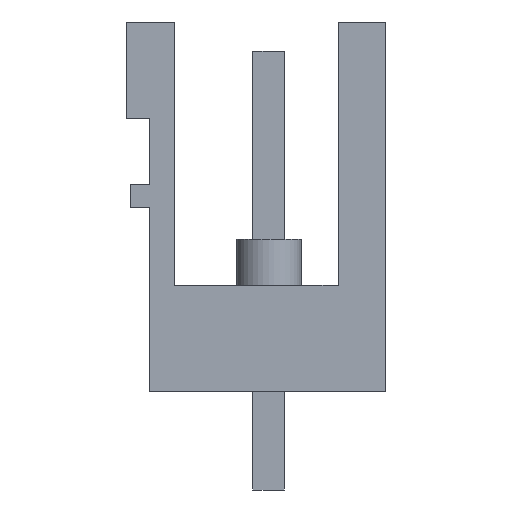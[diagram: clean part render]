
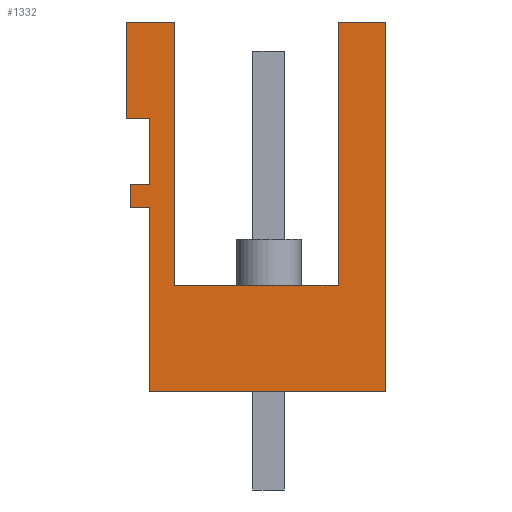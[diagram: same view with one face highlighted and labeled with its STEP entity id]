
A CAD part, left-side view. The second image highlights one B-rep face of the part: STEP entity #1332.
In plain terms, the highlighted planar face has unit normal (-1, 0, 0).
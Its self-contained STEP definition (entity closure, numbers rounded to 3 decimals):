
#1232=AXIS2_PLACEMENT_3D('Plane Axis2P3D',#1229,#1230,#1231) ;
#375=CARTESIAN_POINT('Vertex',(0.,7.68,3.2)) ;
#378=CARTESIAN_POINT('Line Origine',(0.,7.68,6.19)) ;
#382=CARTESIAN_POINT('Vertex',(0.,7.68,9.181)) ;
#1214=CARTESIAN_POINT('Vertex',(0.,0.,3.2)) ;
#1217=CARTESIAN_POINT('Line Origine',(0.,3.84,3.2)) ;
#1229=CARTESIAN_POINT('Axis2P3D Location',(0.,8.43,1.7)) ;
#1234=CARTESIAN_POINT('Line Origine',(0.,0.,9.2)) ;
#1238=CARTESIAN_POINT('Vertex',(0.,0.,15.2)) ;
#1241=CARTESIAN_POINT('Line Origine',(0.,0.775,15.2)) ;
#1245=CARTESIAN_POINT('Vertex',(0.,1.55,15.2)) ;
#1248=CARTESIAN_POINT('Line Origine',(0.,1.55,10.925)) ;
#1252=CARTESIAN_POINT('Vertex',(0.,1.55,6.65)) ;
#1255=CARTESIAN_POINT('Line Origine',(0.,4.207,6.65)) ;
#1259=CARTESIAN_POINT('Vertex',(0.,6.863,6.65)) ;
#1262=CARTESIAN_POINT('Line Origine',(0.,6.863,10.925)) ;
#1266=CARTESIAN_POINT('Vertex',(0.,6.863,15.2)) ;
#1269=CARTESIAN_POINT('Line Origine',(0.,7.647,15.2)) ;
#1273=CARTESIAN_POINT('Vertex',(0.,8.43,15.2)) ;
#1276=CARTESIAN_POINT('Line Origine',(0.,8.43,13.64)) ;
#1280=CARTESIAN_POINT('Vertex',(0.,8.43,12.08)) ;
#1283=CARTESIAN_POINT('Line Origine',(0.,8.055,12.08)) ;
#1287=CARTESIAN_POINT('Vertex',(0.,7.68,12.08)) ;
#1290=CARTESIAN_POINT('Line Origine',(0.,7.68,11.005)) ;
#1294=CARTESIAN_POINT('Vertex',(0.,7.68,9.93)) ;
#1297=CARTESIAN_POINT('Line Origine',(0.,7.99,9.93)) ;
#1301=CARTESIAN_POINT('Vertex',(0.,8.3,9.93)) ;
#1304=CARTESIAN_POINT('Line Origine',(0.,8.3,9.555)) ;
#1308=CARTESIAN_POINT('Vertex',(0.,8.3,9.181)) ;
#1311=CARTESIAN_POINT('Line Origine',(0.,7.99,9.181)) ;
#379=DIRECTION('Vector Direction',(0.,0.,-1.)) ;
#1218=DIRECTION('Vector Direction',(0.,-1.,0.)) ;
#1230=DIRECTION('Axis2P3D Direction',(-1.,0.,0.)) ;
#1231=DIRECTION('Axis2P3D XDirection',(0.,1.,0.)) ;
#1235=DIRECTION('Vector Direction',(0.,0.,1.)) ;
#1242=DIRECTION('Vector Direction',(0.,1.,0.)) ;
#1249=DIRECTION('Vector Direction',(0.,0.,-1.)) ;
#1256=DIRECTION('Vector Direction',(0.,1.,0.)) ;
#1263=DIRECTION('Vector Direction',(0.,0.,1.)) ;
#1270=DIRECTION('Vector Direction',(0.,1.,0.)) ;
#1277=DIRECTION('Vector Direction',(0.,0.,-1.)) ;
#1284=DIRECTION('Vector Direction',(0.,-1.,0.)) ;
#1291=DIRECTION('Vector Direction',(0.,0.,-1.)) ;
#1298=DIRECTION('Vector Direction',(0.,1.,0.)) ;
#1305=DIRECTION('Vector Direction',(0.,0.,-1.)) ;
#1312=DIRECTION('Vector Direction',(0.,-1.,0.)) ;
#380=VECTOR('Line Direction',#379,1.) ;
#1219=VECTOR('Line Direction',#1218,1.) ;
#1236=VECTOR('Line Direction',#1235,1.) ;
#1243=VECTOR('Line Direction',#1242,1.) ;
#1250=VECTOR('Line Direction',#1249,1.) ;
#1257=VECTOR('Line Direction',#1256,1.) ;
#1264=VECTOR('Line Direction',#1263,1.) ;
#1271=VECTOR('Line Direction',#1270,1.) ;
#1278=VECTOR('Line Direction',#1277,1.) ;
#1285=VECTOR('Line Direction',#1284,1.) ;
#1292=VECTOR('Line Direction',#1291,1.) ;
#1299=VECTOR('Line Direction',#1298,1.) ;
#1306=VECTOR('Line Direction',#1305,1.) ;
#1313=VECTOR('Line Direction',#1312,1.) ;
#1317=ORIENTED_EDGE('',*,*,#1240,.T.) ;
#1318=ORIENTED_EDGE('',*,*,#1247,.T.) ;
#1319=ORIENTED_EDGE('',*,*,#1254,.T.) ;
#1320=ORIENTED_EDGE('',*,*,#1261,.T.) ;
#1321=ORIENTED_EDGE('',*,*,#1268,.T.) ;
#1322=ORIENTED_EDGE('',*,*,#1275,.T.) ;
#1323=ORIENTED_EDGE('',*,*,#1282,.T.) ;
#1324=ORIENTED_EDGE('',*,*,#1289,.T.) ;
#1325=ORIENTED_EDGE('',*,*,#1296,.T.) ;
#1326=ORIENTED_EDGE('',*,*,#1303,.T.) ;
#1327=ORIENTED_EDGE('',*,*,#1310,.T.) ;
#1328=ORIENTED_EDGE('',*,*,#1315,.T.) ;
#1329=ORIENTED_EDGE('',*,*,#384,.T.) ;
#1330=ORIENTED_EDGE('',*,*,#1221,.T.) ;
#1332=ADVANCED_FACE('HOUSING',(#1331),#1233,.T.) ;
#384=EDGE_CURVE('',#383,#376,#381,.T.) ;
#1221=EDGE_CURVE('',#376,#1215,#1220,.T.) ;
#1240=EDGE_CURVE('',#1215,#1239,#1237,.T.) ;
#1247=EDGE_CURVE('',#1239,#1246,#1244,.T.) ;
#1254=EDGE_CURVE('',#1246,#1253,#1251,.T.) ;
#1261=EDGE_CURVE('',#1253,#1260,#1258,.T.) ;
#1268=EDGE_CURVE('',#1260,#1267,#1265,.T.) ;
#1275=EDGE_CURVE('',#1267,#1274,#1272,.T.) ;
#1282=EDGE_CURVE('',#1274,#1281,#1279,.T.) ;
#1289=EDGE_CURVE('',#1281,#1288,#1286,.T.) ;
#1296=EDGE_CURVE('',#1288,#1295,#1293,.T.) ;
#1303=EDGE_CURVE('',#1295,#1302,#1300,.T.) ;
#1310=EDGE_CURVE('',#1302,#1309,#1307,.T.) ;
#1315=EDGE_CURVE('',#1309,#383,#1314,.T.) ;
#1316=EDGE_LOOP('',(#1317,#1318,#1319,#1320,#1321,#1322,#1323,#1324,#1325,#1326,#1327,#1328,#1329,#1330)) ;
#1331=FACE_OUTER_BOUND('',#1316,.T.) ;
#381=LINE('Line',#378,#380) ;
#1220=LINE('Line',#1217,#1219) ;
#1237=LINE('Line',#1234,#1236) ;
#1244=LINE('Line',#1241,#1243) ;
#1251=LINE('Line',#1248,#1250) ;
#1258=LINE('Line',#1255,#1257) ;
#1265=LINE('Line',#1262,#1264) ;
#1272=LINE('Line',#1269,#1271) ;
#1279=LINE('Line',#1276,#1278) ;
#1286=LINE('Line',#1283,#1285) ;
#1293=LINE('Line',#1290,#1292) ;
#1300=LINE('Line',#1297,#1299) ;
#1307=LINE('Line',#1304,#1306) ;
#1314=LINE('Line',#1311,#1313) ;
#1233=PLANE('',#1232) ;
#376=VERTEX_POINT('',#375) ;
#383=VERTEX_POINT('',#382) ;
#1215=VERTEX_POINT('',#1214) ;
#1239=VERTEX_POINT('',#1238) ;
#1246=VERTEX_POINT('',#1245) ;
#1253=VERTEX_POINT('',#1252) ;
#1260=VERTEX_POINT('',#1259) ;
#1267=VERTEX_POINT('',#1266) ;
#1274=VERTEX_POINT('',#1273) ;
#1281=VERTEX_POINT('',#1280) ;
#1288=VERTEX_POINT('',#1287) ;
#1295=VERTEX_POINT('',#1294) ;
#1302=VERTEX_POINT('',#1301) ;
#1309=VERTEX_POINT('',#1308) ;
